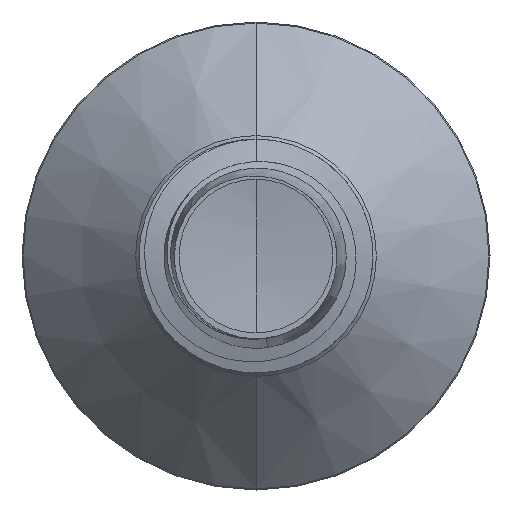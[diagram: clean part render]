
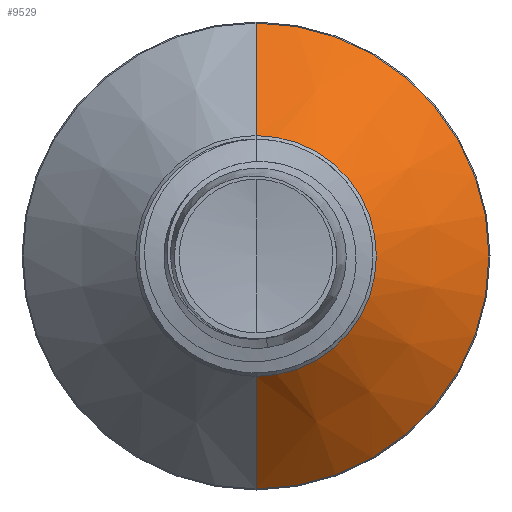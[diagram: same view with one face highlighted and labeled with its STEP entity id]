
A CAD part, front view. The second image highlights one B-rep face of the part: STEP entity #9529.
In plain terms, the highlighted conical face has half-angle 45 degrees and reference radius 3.088 mm.
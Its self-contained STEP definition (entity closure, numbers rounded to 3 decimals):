
#119 = DIRECTION ( 'NONE',  ( 0., 1., 0. ) ) ;
#905 = FACE_OUTER_BOUND ( 'NONE', #1931, .T. ) ;
#949 = CARTESIAN_POINT ( 'NONE',  ( 0., 3.739, 3.089 ) ) ;
#1458 = CARTESIAN_POINT ( 'NONE',  ( 0., 3.739, -3.089 ) ) ;
#1931 = EDGE_LOOP ( 'NONE', ( #10974, #11670, #12127, #11953 ) ) ;
#2027 = VERTEX_POINT ( 'NONE', #3217 ) ;
#2141 = DIRECTION ( 'NONE',  ( 0., 1., 0. ) ) ;
#2592 = EDGE_CURVE ( 'NONE', #3949, #2027, #11799, .T. ) ;
#3217 = CARTESIAN_POINT ( 'NONE',  ( 0., 6.624, -5.974 ) ) ;
#3329 = CARTESIAN_POINT ( 'NONE',  ( 0., 3.739, 0. ) ) ;
#3792 = AXIS2_PLACEMENT_3D ( 'NONE', #6636, #119, #7432 ) ;
#3949 = VERTEX_POINT ( 'NONE', #1458 ) ;
#3982 = CIRCLE ( 'NONE', #3792, 3.089 ) ;
#4045 = EDGE_CURVE ( 'NONE', #8179, #11466, #9195, .T. ) ;
#4866 = AXIS2_PLACEMENT_3D ( 'NONE', #3329, #4925, #8301 ) ;
#4925 = DIRECTION ( 'NONE',  ( 0., 1., 0. ) ) ;
#5147 = VECTOR ( 'NONE', #5876, 1000. ) ;
#5876 = DIRECTION ( 'NONE',  ( 0., 0.707, -0.707 ) ) ;
#5940 = CARTESIAN_POINT ( 'NONE',  ( 0., 3.739, -3.089 ) ) ;
#6181 = EDGE_CURVE ( 'NONE', #8179, #3949, #3982, .T. ) ;
#6325 = AXIS2_PLACEMENT_3D ( 'NONE', #7628, #2141, #8434 ) ;
#6636 = CARTESIAN_POINT ( 'NONE',  ( 0., 3.739, 0. ) ) ;
#6841 = CARTESIAN_POINT ( 'NONE',  ( 0., 6.624, 5.974 ) ) ;
#7135 = VECTOR ( 'NONE', #12116, 1000. ) ;
#7432 = DIRECTION ( 'NONE',  ( 0., 0., 1. ) ) ;
#7591 = CONICAL_SURFACE ( 'NONE', #4866, 3.089, 0.785 ) ;
#7628 = CARTESIAN_POINT ( 'NONE',  ( 0., 6.624, 0. ) ) ;
#8179 = VERTEX_POINT ( 'NONE', #11494 ) ;
#8301 = DIRECTION ( 'NONE',  ( 0., 0., 1. ) ) ;
#8434 = DIRECTION ( 'NONE',  ( 0., 0., 1. ) ) ;
#9195 = LINE ( 'NONE', #949, #7135 ) ;
#9529 = ADVANCED_FACE ( 'NONE', ( #905 ), #7591, .T. ) ;
#10239 = CIRCLE ( 'NONE', #6325, 5.974 ) ;
#10974 = ORIENTED_EDGE ( 'NONE', *, *, #6181, .T. ) ;
#11464 = EDGE_CURVE ( 'NONE', #11466, #2027, #10239, .T. ) ;
#11466 = VERTEX_POINT ( 'NONE', #6841 ) ;
#11494 = CARTESIAN_POINT ( 'NONE',  ( 0., 3.739, 3.089 ) ) ;
#11670 = ORIENTED_EDGE ( 'NONE', *, *, #2592, .T. ) ;
#11799 = LINE ( 'NONE', #5940, #5147 ) ;
#11953 = ORIENTED_EDGE ( 'NONE', *, *, #4045, .F. ) ;
#12116 = DIRECTION ( 'NONE',  ( 0., 0.707, 0.707 ) ) ;
#12127 = ORIENTED_EDGE ( 'NONE', *, *, #11464, .F. ) ;
